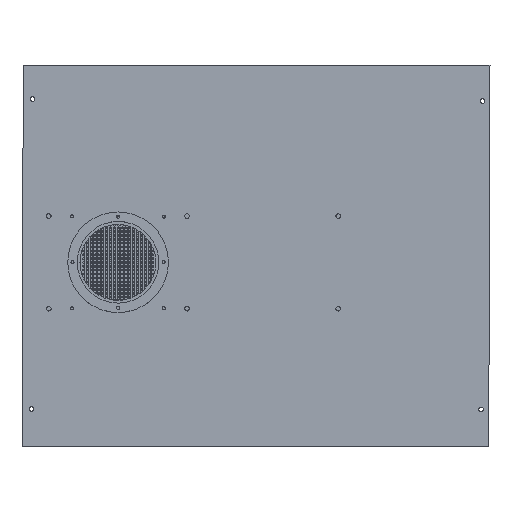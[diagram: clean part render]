
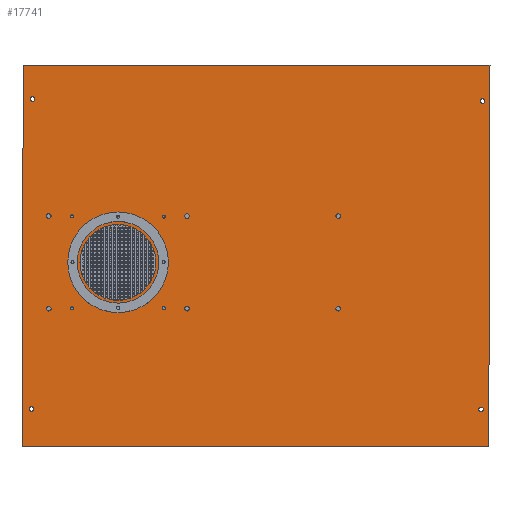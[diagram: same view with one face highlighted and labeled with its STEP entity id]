
A CAD part, top view. The second image highlights one B-rep face of the part: STEP entity #17741.
In plain terms, the highlighted planar face has unit normal (0, 0, 1).
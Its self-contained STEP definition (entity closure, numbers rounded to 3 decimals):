
#484=FACE_BOUND('',#2867,.T.);
#485=FACE_BOUND('',#2868,.T.);
#486=FACE_BOUND('',#2869,.T.);
#487=FACE_BOUND('',#2870,.T.);
#488=FACE_BOUND('',#2871,.T.);
#489=FACE_BOUND('',#2872,.T.);
#490=FACE_BOUND('',#2873,.T.);
#491=FACE_BOUND('',#2874,.T.);
#492=FACE_BOUND('',#2875,.T.);
#493=FACE_BOUND('',#2876,.T.);
#494=FACE_BOUND('',#2877,.T.);
#495=FACE_BOUND('',#2878,.T.);
#496=FACE_BOUND('',#2879,.T.);
#497=FACE_BOUND('',#2880,.T.);
#498=FACE_BOUND('',#2881,.T.);
#499=FACE_BOUND('',#2882,.T.);
#500=FACE_BOUND('',#2883,.T.);
#501=FACE_BOUND('',#2884,.T.);
#502=FACE_BOUND('',#2885,.T.);
#1894=PLANE('',#18853);
#2037=FACE_OUTER_BOUND('',#2866,.T.);
#2866=EDGE_LOOP('',(#12395,#12396,#12397,#12398));
#2867=EDGE_LOOP('',(#12399));
#2868=EDGE_LOOP('',(#12400));
#2869=EDGE_LOOP('',(#12401));
#2870=EDGE_LOOP('',(#12402));
#2871=EDGE_LOOP('',(#12403));
#2872=EDGE_LOOP('',(#12404));
#2873=EDGE_LOOP('',(#12405));
#2874=EDGE_LOOP('',(#12406));
#2875=EDGE_LOOP('',(#12407));
#2876=EDGE_LOOP('',(#12408));
#2877=EDGE_LOOP('',(#12409));
#2878=EDGE_LOOP('',(#12410));
#2879=EDGE_LOOP('',(#12411));
#2880=EDGE_LOOP('',(#12412));
#2881=EDGE_LOOP('',(#12413));
#2882=EDGE_LOOP('',(#12414));
#2883=EDGE_LOOP('',(#12415));
#2884=EDGE_LOOP('',(#12416));
#2885=EDGE_LOOP('',(#12417));
#5099=LINE('',#26890,#6044);
#5102=LINE('',#26896,#6047);
#5105=LINE('',#26902,#6050);
#5108=LINE('',#26906,#6053);
#6044=VECTOR('',#21275,10.);
#6047=VECTOR('',#21280,10.);
#6050=VECTOR('',#21285,10.);
#6053=VECTOR('',#21290,10.);
#6968=CIRCLE('',#18793,1.);
#6970=CIRCLE('',#18796,1.);
#6972=CIRCLE('',#18799,1.);
#6974=CIRCLE('',#18802,1.5);
#6976=CIRCLE('',#18805,1.5);
#6978=CIRCLE('',#18808,1.5);
#6980=CIRCLE('',#18811,1.5);
#6982=CIRCLE('',#18814,1.);
#6984=CIRCLE('',#18817,1.5);
#6986=CIRCLE('',#18820,1.5);
#6988=CIRCLE('',#18823,1.5);
#6990=CIRCLE('',#18826,1.);
#6992=CIRCLE('',#18829,1.5);
#6994=CIRCLE('',#18832,1.);
#6996=CIRCLE('',#18835,1.5);
#6998=CIRCLE('',#18838,1.);
#7000=CIRCLE('',#18841,1.);
#7002=CIRCLE('',#18844,1.5);
#7004=CIRCLE('',#18847,25.);
#8378=VERTEX_POINT('',#26770);
#8380=VERTEX_POINT('',#26776);
#8382=VERTEX_POINT('',#26782);
#8384=VERTEX_POINT('',#26788);
#8386=VERTEX_POINT('',#26794);
#8388=VERTEX_POINT('',#26800);
#8390=VERTEX_POINT('',#26806);
#8392=VERTEX_POINT('',#26812);
#8394=VERTEX_POINT('',#26818);
#8396=VERTEX_POINT('',#26824);
#8398=VERTEX_POINT('',#26830);
#8400=VERTEX_POINT('',#26836);
#8402=VERTEX_POINT('',#26842);
#8404=VERTEX_POINT('',#26848);
#8406=VERTEX_POINT('',#26854);
#8408=VERTEX_POINT('',#26860);
#8410=VERTEX_POINT('',#26866);
#8412=VERTEX_POINT('',#26872);
#8414=VERTEX_POINT('',#26878);
#8418=VERTEX_POINT('',#26887);
#8419=VERTEX_POINT('',#26889);
#8421=VERTEX_POINT('',#26895);
#8423=VERTEX_POINT('',#26901);
#9948=EDGE_CURVE('',#8378,#8378,#6968,.T.);
#9951=EDGE_CURVE('',#8380,#8380,#6970,.T.);
#9954=EDGE_CURVE('',#8382,#8382,#6972,.T.);
#9957=EDGE_CURVE('',#8384,#8384,#6974,.T.);
#9960=EDGE_CURVE('',#8386,#8386,#6976,.T.);
#9963=EDGE_CURVE('',#8388,#8388,#6978,.T.);
#9966=EDGE_CURVE('',#8390,#8390,#6980,.T.);
#9969=EDGE_CURVE('',#8392,#8392,#6982,.T.);
#9972=EDGE_CURVE('',#8394,#8394,#6984,.T.);
#9975=EDGE_CURVE('',#8396,#8396,#6986,.T.);
#9978=EDGE_CURVE('',#8398,#8398,#6988,.T.);
#9981=EDGE_CURVE('',#8400,#8400,#6990,.T.);
#9984=EDGE_CURVE('',#8402,#8402,#6992,.T.);
#9987=EDGE_CURVE('',#8404,#8404,#6994,.T.);
#9990=EDGE_CURVE('',#8406,#8406,#6996,.T.);
#9993=EDGE_CURVE('',#8408,#8408,#6998,.T.);
#9996=EDGE_CURVE('',#8410,#8410,#7000,.T.);
#9999=EDGE_CURVE('',#8412,#8412,#7002,.T.);
#10002=EDGE_CURVE('',#8414,#8414,#7004,.T.);
#10007=EDGE_CURVE('',#8419,#8418,#5099,.T.);
#10010=EDGE_CURVE('',#8421,#8419,#5102,.T.);
#10013=EDGE_CURVE('',#8423,#8421,#5105,.T.);
#10016=EDGE_CURVE('',#8418,#8423,#5108,.T.);
#12395=ORIENTED_EDGE('',*,*,#10016,.T.);
#12396=ORIENTED_EDGE('',*,*,#10013,.T.);
#12397=ORIENTED_EDGE('',*,*,#10010,.T.);
#12398=ORIENTED_EDGE('',*,*,#10007,.T.);
#12399=ORIENTED_EDGE('',*,*,#10002,.T.);
#12400=ORIENTED_EDGE('',*,*,#9999,.T.);
#12401=ORIENTED_EDGE('',*,*,#9996,.T.);
#12402=ORIENTED_EDGE('',*,*,#9993,.T.);
#12403=ORIENTED_EDGE('',*,*,#9990,.T.);
#12404=ORIENTED_EDGE('',*,*,#9987,.T.);
#12405=ORIENTED_EDGE('',*,*,#9984,.T.);
#12406=ORIENTED_EDGE('',*,*,#9981,.T.);
#12407=ORIENTED_EDGE('',*,*,#9978,.T.);
#12408=ORIENTED_EDGE('',*,*,#9975,.T.);
#12409=ORIENTED_EDGE('',*,*,#9972,.T.);
#12410=ORIENTED_EDGE('',*,*,#9969,.T.);
#12411=ORIENTED_EDGE('',*,*,#9966,.T.);
#12412=ORIENTED_EDGE('',*,*,#9963,.T.);
#12413=ORIENTED_EDGE('',*,*,#9960,.T.);
#12414=ORIENTED_EDGE('',*,*,#9957,.T.);
#12415=ORIENTED_EDGE('',*,*,#9954,.T.);
#12416=ORIENTED_EDGE('',*,*,#9951,.T.);
#12417=ORIENTED_EDGE('',*,*,#9948,.T.);
#17741=ADVANCED_FACE('',(#2037,#484,#485,#486,#487,#488,#489,#490,#491,
#492,#493,#494,#495,#496,#497,#498,#499,#500,#501,#502),#1894,.T.);
#18793=AXIS2_PLACEMENT_3D('',#26771,#21140,#21141);
#18796=AXIS2_PLACEMENT_3D('',#26777,#21147,#21148);
#18799=AXIS2_PLACEMENT_3D('',#26783,#21154,#21155);
#18802=AXIS2_PLACEMENT_3D('',#26789,#21161,#21162);
#18805=AXIS2_PLACEMENT_3D('',#26795,#21168,#21169);
#18808=AXIS2_PLACEMENT_3D('',#26801,#21175,#21176);
#18811=AXIS2_PLACEMENT_3D('',#26807,#21182,#21183);
#18814=AXIS2_PLACEMENT_3D('',#26813,#21189,#21190);
#18817=AXIS2_PLACEMENT_3D('',#26819,#21196,#21197);
#18820=AXIS2_PLACEMENT_3D('',#26825,#21203,#21204);
#18823=AXIS2_PLACEMENT_3D('',#26831,#21210,#21211);
#18826=AXIS2_PLACEMENT_3D('',#26837,#21217,#21218);
#18829=AXIS2_PLACEMENT_3D('',#26843,#21224,#21225);
#18832=AXIS2_PLACEMENT_3D('',#26849,#21231,#21232);
#18835=AXIS2_PLACEMENT_3D('',#26855,#21238,#21239);
#18838=AXIS2_PLACEMENT_3D('',#26861,#21245,#21246);
#18841=AXIS2_PLACEMENT_3D('',#26867,#21252,#21253);
#18844=AXIS2_PLACEMENT_3D('',#26873,#21259,#21260);
#18847=AXIS2_PLACEMENT_3D('',#26879,#21266,#21267);
#18853=AXIS2_PLACEMENT_3D('',#26907,#21291,#21292);
#21140=DIRECTION('center_axis',(0.,0.,-1.));
#21141=DIRECTION('ref_axis',(1.,0.,0.));
#21147=DIRECTION('center_axis',(0.,0.,-1.));
#21148=DIRECTION('ref_axis',(1.,0.,0.));
#21154=DIRECTION('center_axis',(0.,0.,-1.));
#21155=DIRECTION('ref_axis',(1.,0.,0.));
#21161=DIRECTION('center_axis',(0.,0.,-1.));
#21162=DIRECTION('ref_axis',(1.,0.,0.));
#21168=DIRECTION('center_axis',(0.,0.,-1.));
#21169=DIRECTION('ref_axis',(1.,0.,0.));
#21175=DIRECTION('center_axis',(0.,0.,-1.));
#21176=DIRECTION('ref_axis',(1.,0.,0.));
#21182=DIRECTION('center_axis',(0.,0.,-1.));
#21183=DIRECTION('ref_axis',(1.,0.,0.));
#21189=DIRECTION('center_axis',(0.,0.,-1.));
#21190=DIRECTION('ref_axis',(1.,0.,0.));
#21196=DIRECTION('center_axis',(0.,0.,-1.));
#21197=DIRECTION('ref_axis',(1.,0.,0.));
#21203=DIRECTION('center_axis',(0.,0.,-1.));
#21204=DIRECTION('ref_axis',(1.,0.,0.));
#21210=DIRECTION('center_axis',(0.,0.,-1.));
#21211=DIRECTION('ref_axis',(1.,0.,0.));
#21217=DIRECTION('center_axis',(0.,0.,-1.));
#21218=DIRECTION('ref_axis',(1.,0.,0.));
#21224=DIRECTION('center_axis',(0.,0.,-1.));
#21225=DIRECTION('ref_axis',(1.,0.,0.));
#21231=DIRECTION('center_axis',(0.,0.,-1.));
#21232=DIRECTION('ref_axis',(1.,0.,0.));
#21238=DIRECTION('center_axis',(0.,0.,-1.));
#21239=DIRECTION('ref_axis',(1.,0.,0.));
#21245=DIRECTION('center_axis',(0.,0.,-1.));
#21246=DIRECTION('ref_axis',(1.,0.,0.));
#21252=DIRECTION('center_axis',(0.,0.,-1.));
#21253=DIRECTION('ref_axis',(1.,0.,0.));
#21259=DIRECTION('center_axis',(0.,0.,-1.));
#21260=DIRECTION('ref_axis',(1.,0.,0.));
#21266=DIRECTION('center_axis',(0.,0.,-1.));
#21267=DIRECTION('ref_axis',(1.,0.,0.));
#21275=DIRECTION('',(0.003,1.,0.));
#21280=DIRECTION('',(1.,0.,0.));
#21285=DIRECTION('',(-0.003,-1.,0.));
#21290=DIRECTION('',(-1.,-0.001,0.));
#21291=DIRECTION('center_axis',(0.,0.,1.));
#21292=DIRECTION('ref_axis',(1.,0.,0.));
#26770=CARTESIAN_POINT('',(58.,30.5,0.75));
#26771=CARTESIAN_POINT('Origin',(59.,30.5,0.75));
#26776=CARTESIAN_POINT('',(88.,60.5,0.75));
#26777=CARTESIAN_POINT('Origin',(89.,60.5,0.75));
#26782=CARTESIAN_POINT('',(28.,60.5,0.75));
#26783=CARTESIAN_POINT('Origin',(29.,60.5,0.75));
#26788=CARTESIAN_POINT('',(297.633,166.704,0.75));
#26789=CARTESIAN_POINT('Origin',(299.133,166.704,0.75));
#26794=CARTESIAN_POINT('',(103.,30.,0.75));
#26795=CARTESIAN_POINT('Origin',(104.5,30.,0.75));
#26800=CARTESIAN_POINT('',(1.4,168.,0.75));
#26801=CARTESIAN_POINT('Origin',(2.9,168.,0.75));
#26806=CARTESIAN_POINT('',(12.,30.,0.75));
#26807=CARTESIAN_POINT('Origin',(13.5,30.,0.75));
#26812=CARTESIAN_POINT('',(58.,90.5,0.75));
#26813=CARTESIAN_POINT('Origin',(59.,90.5,0.75));
#26818=CARTESIAN_POINT('',(296.633,-36.296,0.75));
#26819=CARTESIAN_POINT('Origin',(298.133,-36.296,0.75));
#26824=CARTESIAN_POINT('',(202.5,91.,0.75));
#26825=CARTESIAN_POINT('Origin',(204.,91.,0.75));
#26830=CARTESIAN_POINT('',(202.5,30.,0.75));
#26831=CARTESIAN_POINT('Origin',(204.,30.,0.75));
#26836=CARTESIAN_POINT('',(27.871,90.745,0.75));
#26837=CARTESIAN_POINT('Origin',(28.871,90.745,0.75));
#26842=CARTESIAN_POINT('',(0.5,-36.,0.75));
#26843=CARTESIAN_POINT('Origin',(2.,-36.,0.75));
#26848=CARTESIAN_POINT('',(88.149,30.322,0.75));
#26849=CARTESIAN_POINT('Origin',(89.149,30.322,0.75));
#26854=CARTESIAN_POINT('',(12.,91.,0.75));
#26855=CARTESIAN_POINT('Origin',(13.5,91.,0.75));
#26860=CARTESIAN_POINT('',(88.2,90.7,0.75));
#26861=CARTESIAN_POINT('Origin',(89.2,90.7,0.75));
#26866=CARTESIAN_POINT('',(27.8,30.3,0.75));
#26867=CARTESIAN_POINT('Origin',(28.8,30.3,0.75));
#26872=CARTESIAN_POINT('',(103.,91.,0.75));
#26873=CARTESIAN_POINT('Origin',(104.5,91.,0.75));
#26878=CARTESIAN_POINT('',(34.,60.5,0.75));
#26879=CARTESIAN_POINT('Origin',(59.,60.5,0.75));
#26887=CARTESIAN_POINT('',(303.972,190.384,0.75));
#26889=CARTESIAN_POINT('',(303.134,-60.928,0.75));
#26890=CARTESIAN_POINT('',(303.972,190.384,0.75));
#26895=CARTESIAN_POINT('',(-4.127,-60.86,0.75));
#26896=CARTESIAN_POINT('',(-4.127,-60.86,0.75));
#26901=CARTESIAN_POINT('',(-3.288,190.,0.75));
#26902=CARTESIAN_POINT('',(-3.288,190.,0.75));
#26906=CARTESIAN_POINT('',(303.972,190.384,0.75));
#26907=CARTESIAN_POINT('Origin',(149.922,64.728,0.75));
